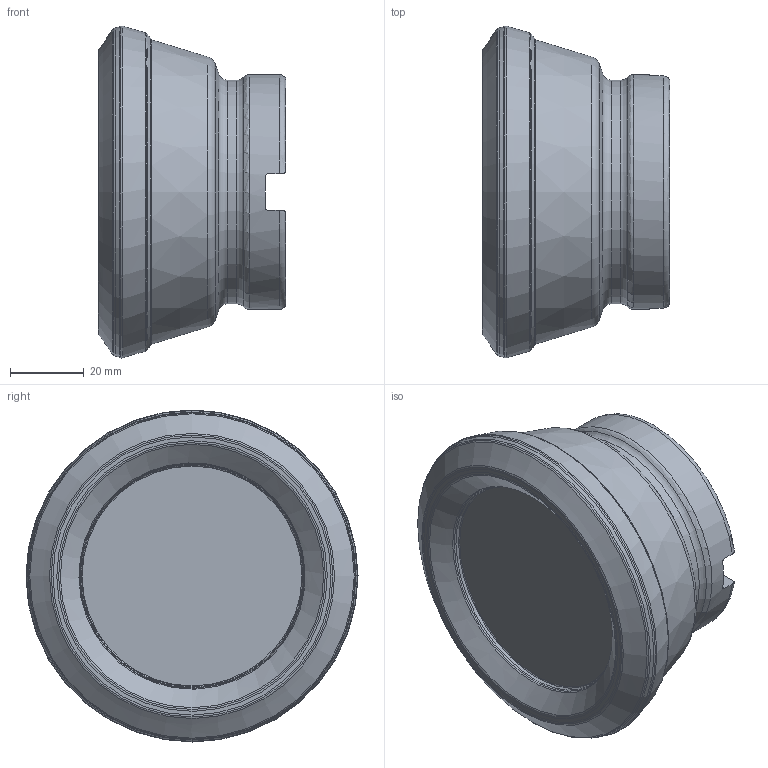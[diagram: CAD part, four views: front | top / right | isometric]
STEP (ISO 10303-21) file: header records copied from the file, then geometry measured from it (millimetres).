
FILE_DESCRIPTION(/* description */ (''),/* implementation_level */ '2;1');
FILE_NAME(/* name */ 'F36-PNMU12-D300Z8S100I.stp',/* time_stamp */ '2021-10-07T09:46:31+09:00',/* author */ (''),/* organization */ (''),/* preprocessor_version */ 'ST-DEVELOPER v16',/* originating_system */ 'SIEMENS PLM Software NX 10.0',/* authorisation */ '');
FILE_SCHEMA (('AP203_CONFIGURATION_CONTROLLED_3D_DESIGN_OF_MECHANICAL_PARTS_AND_ASSEMBLIES_MIM_LF { 1 0 10303 403 2 1 2}'));
Length unit declared in the file: millimetre
Products named in the file (1): 120185C07CB1h7zq
Bounding box: 50.81 x 89.77 x 89.77 mm (x, y, z)
Volume: 186612.7 mm3; surface area: 25268.8 mm2
Topology: 1 solids, 1 shells, 66 faces, 175 edges, 114 vertices
Faces by surface type: revolution 21, plane 17, cylinder 10, torus 9, cone 9
Full cylindrical faces by diameter (mm): 13.7 x1, 21 x1, 25.4 x1, 26.4 x1, 60.5 x1, 63.5 x1
Entity records: 1969 total; most frequent: CARTESIAN_POINT 578, DIRECTION 257, ORIENTED_EDGE 216, EDGE_LOOP 108, EDGE_CURVE 108, AXIS2_PLACEMENT_3D 106, VERTEX_POINT 86, FACE_BOUND 84
